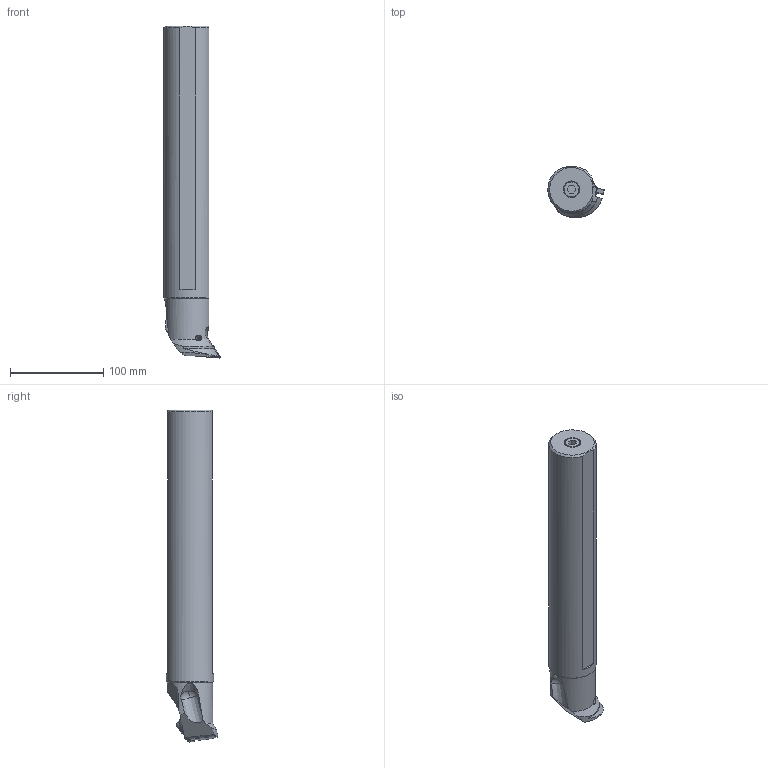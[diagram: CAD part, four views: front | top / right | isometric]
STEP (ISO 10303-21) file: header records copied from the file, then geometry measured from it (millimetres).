
FILE_DESCRIPTION(/* description */ (''),/* implementation_level */ '2;1');
FILE_NAME(/* name */ 'S-DDUNL-324-C.stp',/* time_stamp */ '2021-12-22T09:38:58+09:00',/* author */ (''),/* organization */ (''),/* preprocessor_version */ 'ST-DEVELOPER v16',/* originating_system */ 'SIEMENS PLM Software NX 10.0',/* authorisation */ '');
FILE_SCHEMA (('AUTOMOTIVE_DESIGN { 1 0 10303 214 3 1 1 1 }'));
Length unit declared in the file: millimetre
Products named in the file (1): S-DDUNL-324-C_ASM
Bounding box: 60.33 x 55.31 x 355.6 mm (x, y, z)
Volume: 621191.5 mm3; surface area: 74249.2 mm2
Topology: 7 solids, 7 shells, 293 faces, 780 edges, 502 vertices
Faces by surface type: cylinder 105, plane 74, bspline 61, cone 29, torus 16, sphere 6, extrusion 2
Entity records: 12823 total; most frequent: CARTESIAN_POINT 5713, ORIENTED_EDGE 1544, DIRECTION 1366, EDGE_CURVE 772, AXIS2_PLACEMENT_3D 558, VERTEX_POINT 499, EDGE_LOOP 309, ADVANCED_FACE 293
